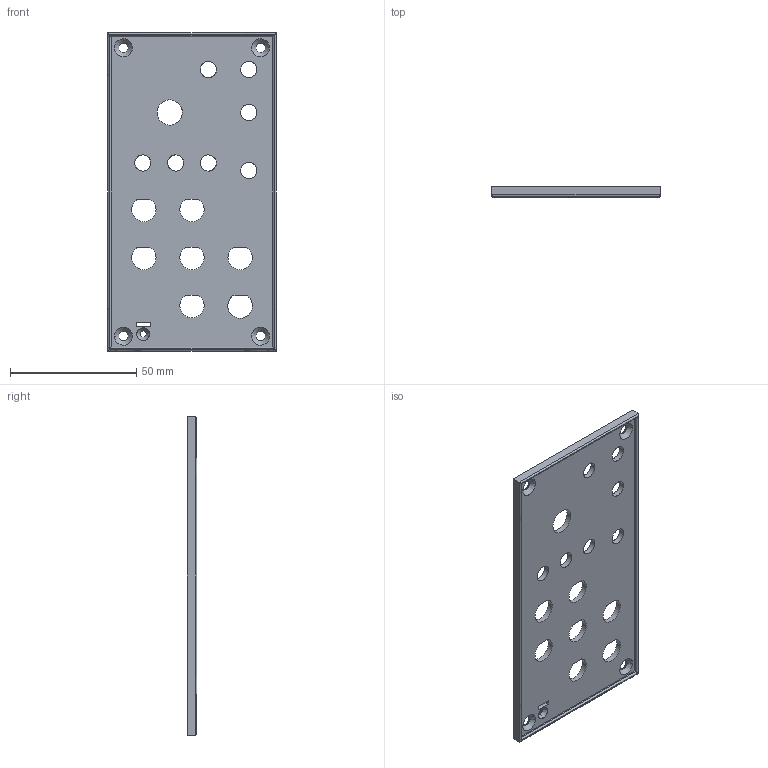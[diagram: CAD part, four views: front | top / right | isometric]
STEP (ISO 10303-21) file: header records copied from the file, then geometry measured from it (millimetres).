
FILE_DESCRIPTION(/* description */ (''),/* implementation_level */ '2;1');
FILE_NAME(/* name */ 'Front Panel for 3D Printing STEP',/* time_stamp */ '2021-02-17T23:45:49+09:00',/* author */ (''),/* organization */ (''),/* preprocessor_version */ 'ST-DEVELOPER v16.5',/* originating_system */ '',/* authorisation */ '');
FILE_SCHEMA (('AUTOMOTIVE_DESIGN'));
Length unit declared in the file: millimetre
Products named in the file (1): Document
Bounding box: 66.7 x 3.85 x 126 mm (x, y, z)
Volume: 16961.9 mm3; surface area: 17930.8 mm2
Topology: 1 solids, 1 shells, 78 faces, 204 edges, 130 vertices
Faces by surface type: bspline 58, plane 20
Entity records: 2856 total; most frequent: CARTESIAN_POINT 1634, ORIENTED_EDGE 408, EDGE_CURVE 204, VERTEX_POINT 130, EDGE_LOOP 122, ADVANCED_FACE 78, FACE_OUTER_BOUND 78, B_SPLINE_CURVE_WITH_KNOTS 64
